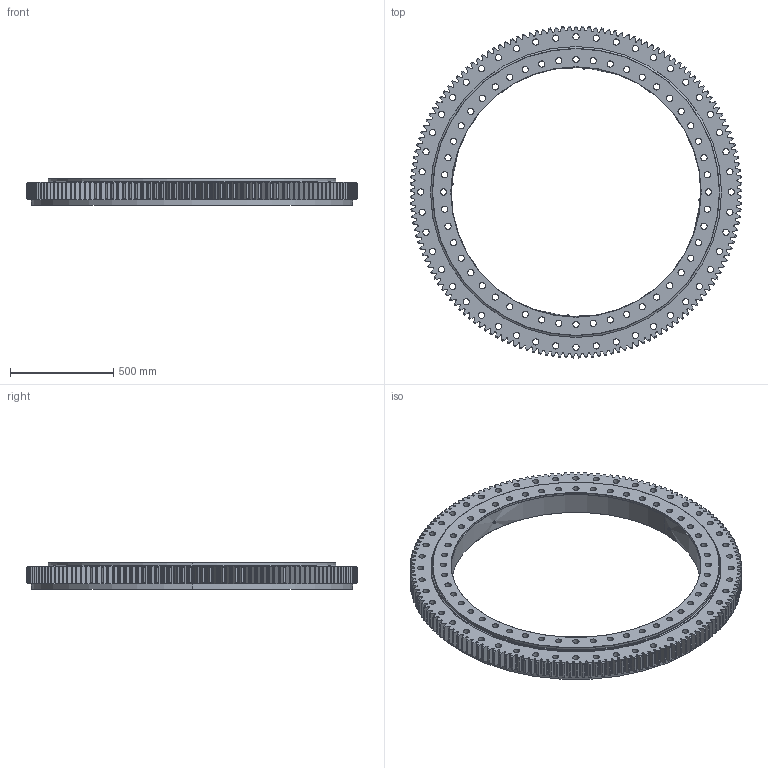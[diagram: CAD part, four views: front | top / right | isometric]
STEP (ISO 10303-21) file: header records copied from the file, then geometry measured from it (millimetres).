
FILE_DESCRIPTION (( 'STEP AP214' ), '1' );
FILE_NAME ('E.1604.40.15.D.1-RV.STEP', '2019-01-09T14:23:12', ( '' ), ( '' ), 'SwSTEP 2.0', 'SolidWorks 2016', '' );
FILE_SCHEMA (( 'AUTOMOTIVE_DESIGN' ));
Length unit declared in the file: millimetre
Products named in the file (7): Grease nipple M10x1mm; E.1604.40.15.D.1-RV - IR; E.1604.40.15.D.1-RV - IR Seal; E.1604.40.15.D.1-RV - OR; E.1604.40.15.D.1-RV; E.1604.40.15.D.1-RV - OR Seal; Roller L40
Assembly tree (102 placements, depth 2):
  E.1604.40.15.D.1-RV
    E.1604.40.15.D.1-RV - IR
    E.1604.40.15.D.1-RV - OR
    Roller L40  x94
    E.1604.40.15.D.1-RV - IR Seal
    E.1604.40.15.D.1-RV - OR Seal
    Grease nipple M10x1mm  x4
Bounding box: 1603.98 x 1603.91 x 130 mm (x, y, z)
Volume: 81326239.2 mm3; surface area: 6239484.5 mm2
Topology: 102 solids, 102 shells, 2759 faces, 7127 edges, 4585 vertices
Faces by surface type: bspline 785, cylinder 597, plane 559, torus 416, cone 402
Entity records: 70084 total; most frequent: CARTESIAN_POINT 23499, ORIENTED_EDGE 11218, DIRECTION 7010, EDGE_CURVE 5609, VERTEX_POINT 3715, AXIS2_PLACEMENT_3D 2422, B_SPLINE_CURVE_WITH_KNOTS 2254, LINE 2166
